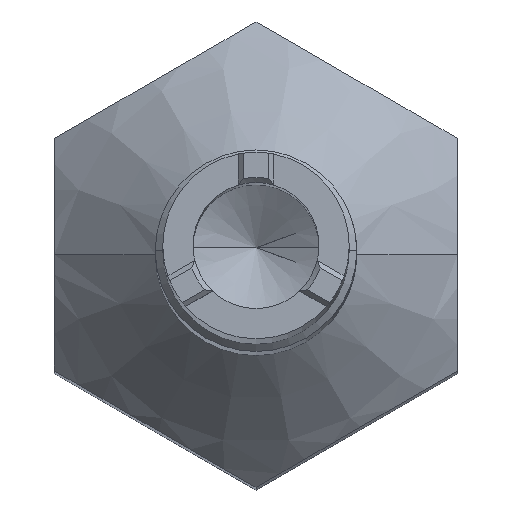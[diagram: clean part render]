
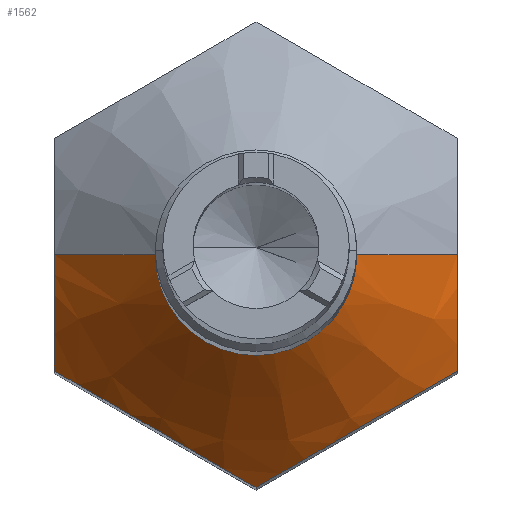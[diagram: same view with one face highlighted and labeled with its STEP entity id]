
A CAD part, top view. The second image highlights one B-rep face of the part: STEP entity #1562.
In plain terms, the highlighted conical face has half-angle 45 degrees and reference radius 1 mm.
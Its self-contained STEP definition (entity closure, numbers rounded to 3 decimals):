
#168 = CARTESIAN_POINT ( 'NONE',  ( -2., 0., 11.44 ) ) ;
#235 = CARTESIAN_POINT ( 'NONE',  ( 2., -1.155, 11.131 ) ) ;
#294 = CARTESIAN_POINT ( 'NONE',  ( 1., 0., 12.44 ) ) ;
#352 = ORIENTED_EDGE ( 'NONE', *, *, #6596, .F. ) ;
#446 = CARTESIAN_POINT ( 'NONE',  ( 1.091, -1.68, 11.44 ) ) ;
#612 = CARTESIAN_POINT ( 'NONE',  ( -0.82, -1.836, 11.432 ) ) ;
#662 = CARTESIAN_POINT ( 'NONE',  ( -0.649, -1.935, 11.402 ) ) ;
#714 = CARTESIAN_POINT ( 'NONE',  ( 2., 0., 11.44 ) ) ;
#755 = ORIENTED_EDGE ( 'NONE', *, *, #6430, .F. ) ;
#761 = DIRECTION ( 'NONE',  ( -0.707, 0., -0.707 ) ) ;
#856 = CARTESIAN_POINT ( 'NONE',  ( -1., 0., 12.44 ) ) ;
#1006 = CONICAL_SURFACE ( 'NONE', #7085, 1., 0.785 ) ;
#1011 = CARTESIAN_POINT ( 'NONE',  ( 1.436, -1.481, 11.38 ) ) ;
#1562 = ADVANCED_FACE ( 'NONE', ( #7434 ), #1006, .T. ) ;
#1760 = CARTESIAN_POINT ( 'NONE',  ( -2., -1.155, 11.131 ) ) ;
#1782 = CARTESIAN_POINT ( 'NONE',  ( 2., -0.402, 11.408 ) ) ;
#1801 = CARTESIAN_POINT ( 'NONE',  ( -1., 0., 12.44 ) ) ;
#1964 = VERTEX_POINT ( 'NONE', #1801 ) ;
#1972 = CARTESIAN_POINT ( 'NONE',  ( -2., -1.155, 11.131 ) ) ;
#2362 = VERTEX_POINT ( 'NONE', #714 ) ;
#2493 = LINE ( 'NONE', #856, #8400 ) ;
#2548 = CARTESIAN_POINT ( 'NONE',  ( 1.844, -1.245, 11.221 ) ) ;
#2869 = VERTEX_POINT ( 'NONE', #5505 ) ;
#2877 = CARTESIAN_POINT ( 'NONE',  ( 0., -2.309, 11.131 ) ) ;
#2901 = CARTESIAN_POINT ( 'NONE',  ( 2., -1.155, 11.131 ) ) ;
#2961 = DIRECTION ( 'NONE',  ( -1., 0., 0. ) ) ;
#3074 = CARTESIAN_POINT ( 'NONE',  ( -0.156, -2.219, 11.221 ) ) ;
#3136 = CARTESIAN_POINT ( 'NONE',  ( 2., -1.155, 11.131 ) ) ;
#3161 = CARTESIAN_POINT ( 'NONE',  ( 0., -2.309, 11.131 ) ) ;
#3239 = CARTESIAN_POINT ( 'NONE',  ( 2., -0.787, 11.299 ) ) ;
#3528 = CARTESIAN_POINT ( 'NONE',  ( 1., 0., 12.44 ) ) ;
#3651 = CARTESIAN_POINT ( 'NONE',  ( -0.909, -1.785, 11.44 ) ) ;
#3693 = CARTESIAN_POINT ( 'NONE',  ( 0.319, -2.125, 11.299 ) ) ;
#4012 = CARTESIAN_POINT ( 'NONE',  ( 2., 0., 11.44 ) ) ;
#4090 = LINE ( 'NONE', #3528, #6917 ) ;
#4142 = CARTESIAN_POINT ( 'NONE',  ( 1.18, -1.628, 11.432 ) ) ;
#4275 = CIRCLE ( 'NONE', #6407, 1. ) ;
#4458 = CARTESIAN_POINT ( 'NONE',  ( 0.829, -1.831, 11.44 ) ) ;
#4902 = EDGE_LOOP ( 'NONE', ( #9601, #6570, #9085, #352, #6641, #755, #8994 ) ) ;
#4911 = CARTESIAN_POINT ( 'NONE',  ( 1.684, -1.337, 11.298 ) ) ;
#4923 = CARTESIAN_POINT ( 'NONE',  ( 2., -0.976, 11.22 ) ) ;
#5384 = CARTESIAN_POINT ( 'NONE',  ( -1.343, -1.534, 11.41 ) ) ;
#5505 = CARTESIAN_POINT ( 'NONE',  ( -2., 0., 11.44 ) ) ;
#5621 = CARTESIAN_POINT ( 'NONE',  ( -2., -0.402, 11.408 ) ) ;
#5935 = CARTESIAN_POINT ( 'NONE',  ( 0., 0., 12.44 ) ) ;
#6033 = B_SPLINE_CURVE_WITH_KNOTS ( 'NONE', 3,
 ( #235, #2548, #4911, #1011, #8161, #4142, #446, #4458, #9754, #3693, #9806, #6665 ),
 .UNSPECIFIED., .F., .F.,
 ( 4, 2, 2, 2, 2, 4 ),
 ( 0., 0.001, 0.001, 0.001, 0.002, 0.002 ),
 .UNSPECIFIED. ) ;
#6106 = CARTESIAN_POINT ( 'NONE',  ( -2., -1.155, 11.131 ) ) ;
#6407 = AXIS2_PLACEMENT_3D ( 'NONE', #8629, #7903, #8678 ) ;
#6430 = EDGE_CURVE ( 'NONE', #9929, #8833, #6033, .T. ) ;
#6570 = ORIENTED_EDGE ( 'NONE', *, *, #10188, .T. ) ;
#6596 = EDGE_CURVE ( 'NONE', #9493, #2869, #8604, .T. ) ;
#6641 = ORIENTED_EDGE ( 'NONE', *, *, #9311, .F. ) ;
#6665 = CARTESIAN_POINT ( 'NONE',  ( 0., -2.309, 11.131 ) ) ;
#6833 = CARTESIAN_POINT ( 'NONE',  ( -0.564, -1.984, 11.38 ) ) ;
#6917 = VECTOR ( 'NONE', #9693, 1000. ) ;
#7085 = AXIS2_PLACEMENT_3D ( 'NONE', #5935, #9801, #2961 ) ;
#7144 = CARTESIAN_POINT ( 'NONE',  ( 2., -0.203, 11.44 ) ) ;
#7172 = CARTESIAN_POINT ( 'NONE',  ( -2., -0.976, 11.22 ) ) ;
#7434 = FACE_OUTER_BOUND ( 'NONE', #4902, .T. ) ;
#7504 = B_SPLINE_CURVE_WITH_KNOTS ( 'NONE', 3,
 ( #2877, #3074, #9207, #6833, #662, #612, #3651, #9307, #5384, #8527, #9978, #6106 ),
 .UNSPECIFIED., .F., .F.,
 ( 4, 2, 2, 2, 2, 4 ),
 ( 0., 0.001, 0.001, 0.001, 0.002, 0.002 ),
 .UNSPECIFIED. ) ;
#7516 = B_SPLINE_CURVE_WITH_KNOTS ( 'NONE', 3,
 ( #4012, #7144, #1782, #3239, #4923, #3136 ),
 .UNSPECIFIED., .F., .F.,
 ( 4, 2, 4 ),
 ( 0.002, 0.003, 0.004 ),
 .UNSPECIFIED. ) ;
#7903 = DIRECTION ( 'NONE',  ( 0., 0., -1. ) ) ;
#7995 = CARTESIAN_POINT ( 'NONE',  ( -2., -0.787, 11.299 ) ) ;
#8161 = CARTESIAN_POINT ( 'NONE',  ( 1.351, -1.529, 11.402 ) ) ;
#8201 = VERTEX_POINT ( 'NONE', #294 ) ;
#8400 = VECTOR ( 'NONE', #761, 1000. ) ;
#8479 = EDGE_CURVE ( 'NONE', #1964, #2869, #2493, .T. ) ;
#8527 = CARTESIAN_POINT ( 'NONE',  ( -1.681, -1.339, 11.299 ) ) ;
#8541 = EDGE_CURVE ( 'NONE', #8201, #2362, #4090, .T. ) ;
#8604 = B_SPLINE_CURVE_WITH_KNOTS ( 'NONE', 3,
 ( #1760, #7172, #7995, #5621, #8769, #168 ),
 .UNSPECIFIED., .F., .F.,
 ( 4, 2, 4 ),
 ( 0.002, 0.002, 0.003 ),
 .UNSPECIFIED. ) ;
#8629 = CARTESIAN_POINT ( 'NONE',  ( 0., 0., 12.44 ) ) ;
#8678 = DIRECTION ( 'NONE',  ( -1., 0., 0. ) ) ;
#8769 = CARTESIAN_POINT ( 'NONE',  ( -2., -0.203, 11.44 ) ) ;
#8833 = VERTEX_POINT ( 'NONE', #3161 ) ;
#8994 = ORIENTED_EDGE ( 'NONE', *, *, #9065, .F. ) ;
#9065 = EDGE_CURVE ( 'NONE', #2362, #9929, #7516, .T. ) ;
#9085 = ORIENTED_EDGE ( 'NONE', *, *, #8479, .T. ) ;
#9207 = CARTESIAN_POINT ( 'NONE',  ( -0.316, -2.127, 11.298 ) ) ;
#9307 = CARTESIAN_POINT ( 'NONE',  ( -1.171, -1.633, 11.44 ) ) ;
#9311 = EDGE_CURVE ( 'NONE', #8833, #9493, #7504, .T. ) ;
#9493 = VERTEX_POINT ( 'NONE', #1972 ) ;
#9601 = ORIENTED_EDGE ( 'NONE', *, *, #8541, .F. ) ;
#9693 = DIRECTION ( 'NONE',  ( 0.707, 0., -0.707 ) ) ;
#9754 = CARTESIAN_POINT ( 'NONE',  ( 0.657, -1.93, 11.41 ) ) ;
#9801 = DIRECTION ( 'NONE',  ( 0., 0., -1. ) ) ;
#9806 = CARTESIAN_POINT ( 'NONE',  ( 0.157, -2.219, 11.221 ) ) ;
#9929 = VERTEX_POINT ( 'NONE', #2901 ) ;
#9978 = CARTESIAN_POINT ( 'NONE',  ( -1.843, -1.245, 11.221 ) ) ;
#10188 = EDGE_CURVE ( 'NONE', #8201, #1964, #4275, .T. ) ;
